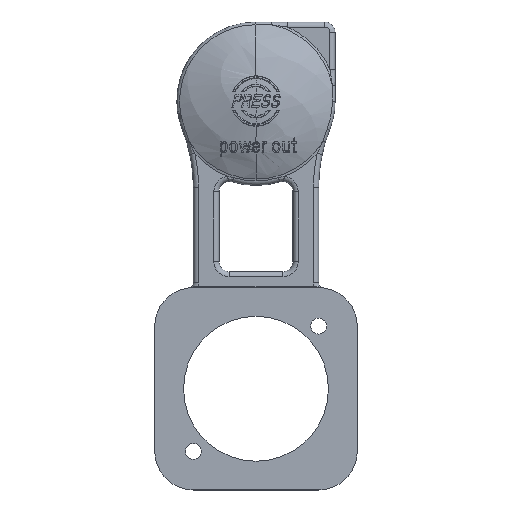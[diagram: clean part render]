
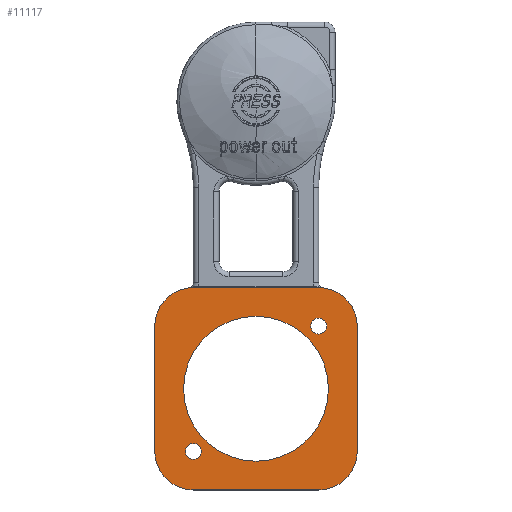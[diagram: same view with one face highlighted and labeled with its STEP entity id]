
A CAD part, top view. The second image highlights one B-rep face of the part: STEP entity #11117.
In plain terms, the highlighted planar face has unit normal (0, 0, 1).
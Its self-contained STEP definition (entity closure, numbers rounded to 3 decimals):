
#2673=DIRECTION('',(1.,0.,0.));
#2674=VECTOR('',#2673,24.4);
#2675=CARTESIAN_POINT('',(-12.2,19.7,3.3));
#2676=LINE('',#2675,#2674);
#2677=CARTESIAN_POINT('',(0.,0.,3.3));
#2678=DIRECTION('',(0.,0.,1.));
#2679=DIRECTION('',(0.,-1.,0.));
#2680=AXIS2_PLACEMENT_3D('',#2677,#2678,#2679);
#2682=CARTESIAN_POINT('',(0.,0.,3.3));
#2683=DIRECTION('',(0.,0.,1.));
#2684=DIRECTION('',(0.,1.,0.));
#2685=AXIS2_PLACEMENT_3D('',#2682,#2683,#2684);
#2687=CARTESIAN_POINT('',(12.2,12.2,3.3));
#2688=DIRECTION('',(0.,0.,1.));
#2689=DIRECTION('',(1.,0.,0.));
#2690=AXIS2_PLACEMENT_3D('',#2687,#2688,#2689);
#2692=CARTESIAN_POINT('',(12.2,12.2,3.3));
#2693=DIRECTION('',(0.,0.,1.));
#2694=DIRECTION('',(-1.,0.,0.));
#2695=AXIS2_PLACEMENT_3D('',#2692,#2693,#2694);
#2697=CARTESIAN_POINT('',(-12.2,-12.2,3.3));
#2698=DIRECTION('',(0.,0.,1.));
#2699=DIRECTION('',(-1.,0.,0.));
#2700=AXIS2_PLACEMENT_3D('',#2697,#2698,#2699);
#2702=CARTESIAN_POINT('',(-12.2,-12.2,3.3));
#2703=DIRECTION('',(0.,0.,1.));
#2704=DIRECTION('',(1.,0.,0.));
#2705=AXIS2_PLACEMENT_3D('',#2702,#2703,#2704);
#2849=CARTESIAN_POINT('',(-12.2,12.2,3.3));
#2850=DIRECTION('',(0.,0.,1.));
#2851=DIRECTION('',(0.,1.,0.));
#2852=AXIS2_PLACEMENT_3D('',#2849,#2850,#2851);
#2870=DIRECTION('',(0.,1.,0.));
#2871=VECTOR('',#2870,24.4);
#2872=CARTESIAN_POINT('',(-19.7,-12.2,3.3));
#2873=LINE('',#2872,#2871);
#2874=CARTESIAN_POINT('',(-12.2,-12.2,3.3));
#2875=DIRECTION('',(0.,0.,1.));
#2876=DIRECTION('',(-1.,0.,0.));
#2877=AXIS2_PLACEMENT_3D('',#2874,#2875,#2876);
#2887=DIRECTION('',(-1.,0.,0.));
#2888=VECTOR('',#2887,24.4);
#2889=CARTESIAN_POINT('',(12.2,-19.7,3.3));
#2890=LINE('',#2889,#2888);
#2891=CARTESIAN_POINT('',(12.2,-12.2,3.3));
#2892=DIRECTION('',(0.,0.,1.));
#2893=DIRECTION('',(0.,-1.,0.));
#2894=AXIS2_PLACEMENT_3D('',#2891,#2892,#2893);
#2904=DIRECTION('',(0.,1.,0.));
#2905=VECTOR('',#2904,24.4);
#2906=CARTESIAN_POINT('',(19.7,-12.2,3.3));
#2907=LINE('',#2906,#2905);
#2908=CARTESIAN_POINT('',(12.2,12.2,3.3));
#2909=DIRECTION('',(0.,0.,1.));
#2910=DIRECTION('',(1.,0.,0.));
#2911=AXIS2_PLACEMENT_3D('',#2908,#2909,#2910);
#7758=CARTESIAN_POINT('',(-13.75,-12.2,3.3));
#7759=CARTESIAN_POINT('',(-10.65,-12.2,3.3));
#7760=VERTEX_POINT('',#7758);
#7761=VERTEX_POINT('',#7759);
#7762=CARTESIAN_POINT('',(13.75,12.2,3.3));
#7763=CARTESIAN_POINT('',(10.65,12.2,3.3));
#7764=VERTEX_POINT('',#7762);
#7765=VERTEX_POINT('',#7763);
#7766=CARTESIAN_POINT('',(0.,-14.1,3.3));
#7767=CARTESIAN_POINT('',(0.,14.1,3.3));
#7768=VERTEX_POINT('',#7766);
#7769=VERTEX_POINT('',#7767);
#8433=CARTESIAN_POINT('',(-12.2,19.7,3.3));
#8434=CARTESIAN_POINT('',(12.2,19.7,3.3));
#8435=VERTEX_POINT('',#8433);
#8436=VERTEX_POINT('',#8434);
#8437=CARTESIAN_POINT('',(19.7,12.2,3.3));
#8438=VERTEX_POINT('',#8437);
#8439=CARTESIAN_POINT('',(-19.7,12.2,3.3));
#8440=VERTEX_POINT('',#8439);
#8441=CARTESIAN_POINT('',(-19.7,-12.2,3.3));
#8442=CARTESIAN_POINT('',(-12.2,-19.7,3.3));
#8443=VERTEX_POINT('',#8441);
#8444=VERTEX_POINT('',#8442);
#8445=CARTESIAN_POINT('',(19.7,-12.2,3.3));
#8446=VERTEX_POINT('',#8445);
#8447=CARTESIAN_POINT('',(12.2,-19.7,3.3));
#8448=VERTEX_POINT('',#8447);
#11077=CARTESIAN_POINT('',(0.,0.,3.3));
#11078=DIRECTION('',(0.,0.,-1.));
#11079=DIRECTION('',(0.,1.,0.));
#11080=AXIS2_PLACEMENT_3D('',#11077,#11078,#11079);
#11081=PLANE('',#11080);
#11082=ORIENTED_EDGE('',*,*,#11065,.T.);
#11084=ORIENTED_EDGE('',*,*,#11083,.F.);
#11086=ORIENTED_EDGE('',*,*,#11085,.F.);
#11088=ORIENTED_EDGE('',*,*,#11087,.F.);
#11090=ORIENTED_EDGE('',*,*,#11089,.T.);
#11092=ORIENTED_EDGE('',*,*,#11091,.F.);
#11094=ORIENTED_EDGE('',*,*,#11093,.T.);
#11096=ORIENTED_EDGE('',*,*,#11095,.F.);
#11097=EDGE_LOOP('',(#11082,#11084,#11086,#11088,#11090,#11092,#11094,#11096));
#11098=FACE_OUTER_BOUND('',#11097,.F.);
#11100=ORIENTED_EDGE('',*,*,#11099,.T.);
#11102=ORIENTED_EDGE('',*,*,#11101,.T.);
#11103=EDGE_LOOP('',(#11100,#11102));
#11104=FACE_BOUND('',#11103,.F.);
#11106=ORIENTED_EDGE('',*,*,#11105,.T.);
#11108=ORIENTED_EDGE('',*,*,#11107,.T.);
#11109=EDGE_LOOP('',(#11106,#11108));
#11110=FACE_BOUND('',#11109,.F.);
#11112=ORIENTED_EDGE('',*,*,#11111,.T.);
#11114=ORIENTED_EDGE('',*,*,#11113,.T.);
#11115=EDGE_LOOP('',(#11112,#11114));
#11116=FACE_BOUND('',#11115,.F.);
#11117=ADVANCED_FACE('',(#11098,#11104,#11110,#11116),#11081,.F.);
#2681=CIRCLE('',#2680,14.1);
#2686=CIRCLE('',#2685,14.1);
#2691=CIRCLE('',#2690,1.55);
#2696=CIRCLE('',#2695,1.55);
#2701=CIRCLE('',#2700,1.55);
#2706=CIRCLE('',#2705,1.55);
#2853=CIRCLE('',#2852,7.5);
#2878=CIRCLE('',#2877,7.5);
#2895=CIRCLE('',#2894,7.5);
#2912=CIRCLE('',#2911,7.5);
#11065=EDGE_CURVE('',#8435,#8436,#2676,.T.);
#11083=EDGE_CURVE('',#8438,#8436,#2912,.T.);
#11085=EDGE_CURVE('',#8446,#8438,#2907,.T.);
#11087=EDGE_CURVE('',#8448,#8446,#2895,.T.);
#11089=EDGE_CURVE('',#8448,#8444,#2890,.T.);
#11091=EDGE_CURVE('',#8443,#8444,#2878,.T.);
#11093=EDGE_CURVE('',#8443,#8440,#2873,.T.);
#11095=EDGE_CURVE('',#8435,#8440,#2853,.T.);
#11099=EDGE_CURVE('',#7764,#7765,#2691,.T.);
#11101=EDGE_CURVE('',#7765,#7764,#2696,.T.);
#11105=EDGE_CURVE('',#7760,#7761,#2701,.T.);
#11107=EDGE_CURVE('',#7761,#7760,#2706,.T.);
#11111=EDGE_CURVE('',#7768,#7769,#2681,.T.);
#11113=EDGE_CURVE('',#7769,#7768,#2686,.T.);
